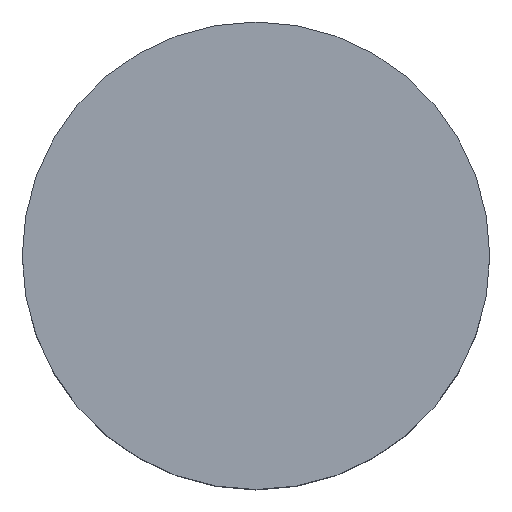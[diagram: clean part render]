
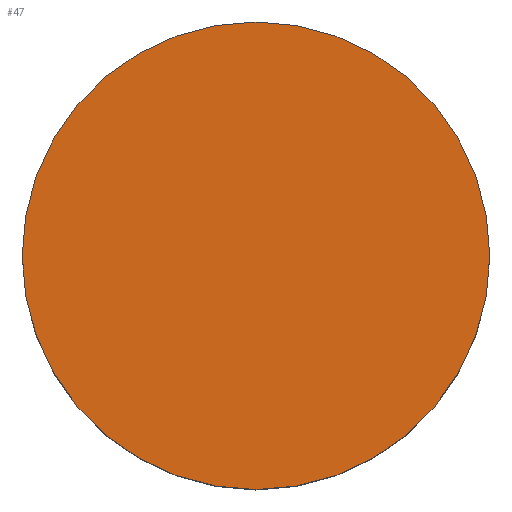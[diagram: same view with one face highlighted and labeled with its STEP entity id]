
A CAD part, top view. The second image highlights one B-rep face of the part: STEP entity #47.
In plain terms, the highlighted planar face has unit normal (0, 0, 1).
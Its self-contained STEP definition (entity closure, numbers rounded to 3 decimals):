
#2 = CIRCLE ( 'NONE', #195, 3. ) ;
#18 = DIRECTION ( 'NONE',  ( 0., 0., 1. ) ) ;
#47 = ADVANCED_FACE ( 'NONE', ( #72 ), #165, .T. ) ;
#53 = CARTESIAN_POINT ( 'NONE',  ( -3., 0., 0. ) ) ;
#72 = FACE_OUTER_BOUND ( 'NONE', #87, .T. ) ;
#83 = CIRCLE ( 'NONE', #323, 3. ) ;
#87 = EDGE_LOOP ( 'NONE', ( #89, #197 ) ) ;
#89 = ORIENTED_EDGE ( 'NONE', *, *, #351, .T. ) ;
#101 = DIRECTION ( 'NONE',  ( 1., 0., 0. ) ) ;
#105 = AXIS2_PLACEMENT_3D ( 'NONE', #270, #237, #101 ) ;
#165 = PLANE ( 'NONE',  #105 ) ;
#195 = AXIS2_PLACEMENT_3D ( 'NONE', #307, #310, #340 ) ;
#197 = ORIENTED_EDGE ( 'NONE', *, *, #248, .T. ) ;
#200 = VERTEX_POINT ( 'NONE', #53 ) ;
#237 = DIRECTION ( 'NONE',  ( 0., 0., 1. ) ) ;
#240 = CARTESIAN_POINT ( 'NONE',  ( 3., 0., 0. ) ) ;
#243 = CARTESIAN_POINT ( 'NONE',  ( 0., 0., 0. ) ) ;
#248 = EDGE_CURVE ( 'NONE', #200, #327, #2, .T. ) ;
#267 = DIRECTION ( 'NONE',  ( 1., 0., 0. ) ) ;
#270 = CARTESIAN_POINT ( 'NONE',  ( 0., 0., 0. ) ) ;
#307 = CARTESIAN_POINT ( 'NONE',  ( 0., 0., 0. ) ) ;
#310 = DIRECTION ( 'NONE',  ( 0., 0., 1. ) ) ;
#323 = AXIS2_PLACEMENT_3D ( 'NONE', #243, #18, #267 ) ;
#327 = VERTEX_POINT ( 'NONE', #240 ) ;
#340 = DIRECTION ( 'NONE',  ( 1., 0., 0. ) ) ;
#351 = EDGE_CURVE ( 'NONE', #327, #200, #83, .T. ) ;
